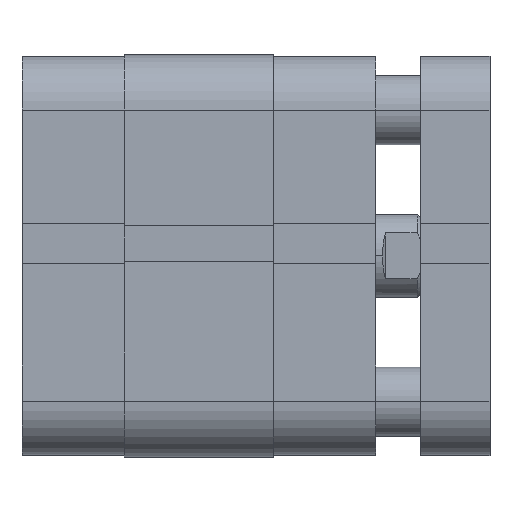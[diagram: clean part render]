
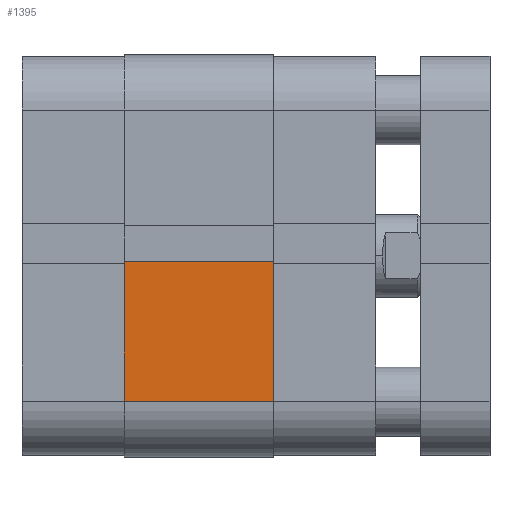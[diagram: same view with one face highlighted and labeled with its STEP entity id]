
A CAD part, top view. The second image highlights one B-rep face of the part: STEP entity #1395.
In plain terms, the highlighted face is planar.
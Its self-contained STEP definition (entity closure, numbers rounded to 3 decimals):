
#83 = ORIENTED_EDGE ( 'NONE', *, *, #3139, .T. ) ;
#146 = ORIENTED_EDGE ( 'NONE', *, *, #3147, .T. ) ;
#152 = ORIENTED_EDGE ( 'NONE', *, *, #3134, .F. ) ;
#192 = ORIENTED_EDGE ( 'NONE', *, *, #3135, .F. ) ;
#1132 = CARTESIAN_POINT ( 'NONE',  ( 29., -63.941, 21.5 ) ) ;
#1134 = PLANE ( 'NONE',  #3966 ) ;
#1167 = DIRECTION ( 'NONE',  ( 0., 1., 0. ) ) ;
#1189 = DIRECTION ( 'NONE',  ( 1., 0., 0. ) ) ;
#1395 = ADVANCED_FACE ( 'NONE', ( #2751 ), #1134, .T. ) ;
#1595 = CARTESIAN_POINT ( 'NONE',  ( 29., 21., 21.5 ) ) ;
#1607 = CARTESIAN_POINT ( 'NONE',  ( 29., 0.85, 21.5 ) ) ;
#1670 = DIRECTION ( 'NONE',  ( 0., 0., -1. ) ) ;
#1678 = CARTESIAN_POINT ( 'NONE',  ( 29., -63.941, 21.5 ) ) ;
#1747 = DIRECTION ( 'NONE',  ( 0., -1., 0. ) ) ;
#1925 = CARTESIAN_POINT ( 'NONE',  ( 29., -63.941, 0. ) ) ;
#1980 = DIRECTION ( 'NONE',  ( 0., -1., 0. ) ) ;
#1983 = DIRECTION ( 'NONE',  ( 0., 0., -1. ) ) ;
#2079 = EDGE_LOOP ( 'NONE', ( #152, #192, #146, #83 ) ) ;
#2751 = FACE_OUTER_BOUND ( 'NONE', #2079, .T. ) ;
#3009 = LINE ( 'NONE', #1925, #3010 ) ;
#3010 = VECTOR ( 'NONE', #1980, 1000. ) ;
#3011 = LINE ( 'NONE', #1595, #3012 ) ;
#3012 = VECTOR ( 'NONE', #1983, 1000. ) ;
#3017 = LINE ( 'NONE', #1607, #3018 ) ;
#3018 = VECTOR ( 'NONE', #1670, 1000. ) ;
#3026 = LINE ( 'NONE', #1678, #3031 ) ;
#3031 = VECTOR ( 'NONE', #1747, 1000. ) ;
#3134 = EDGE_CURVE ( 'NONE', #7481, #7501, #3009, .T. ) ;
#3135 = EDGE_CURVE ( 'NONE', #7479, #7481, #3011, .T. ) ;
#3139 = EDGE_CURVE ( 'NONE', #7500, #7501, #3017, .T. ) ;
#3147 = EDGE_CURVE ( 'NONE', #7479, #7500, #3026, .T. ) ;
#3966 = AXIS2_PLACEMENT_3D ( 'NONE', #1132, #1189, #1167 ) ;
#6667 = CARTESIAN_POINT ( 'NONE',  ( 29., 21., 21.5 ) ) ;
#6669 = CARTESIAN_POINT ( 'NONE',  ( 29., 21., 0. ) ) ;
#6688 = CARTESIAN_POINT ( 'NONE',  ( 29., 0.85, 21.5 ) ) ;
#6689 = CARTESIAN_POINT ( 'NONE',  ( 29., 0.85, 0. ) ) ;
#7479 = VERTEX_POINT ( 'NONE', #6667 ) ;
#7481 = VERTEX_POINT ( 'NONE', #6669 ) ;
#7500 = VERTEX_POINT ( 'NONE', #6688 ) ;
#7501 = VERTEX_POINT ( 'NONE', #6689 ) ;
